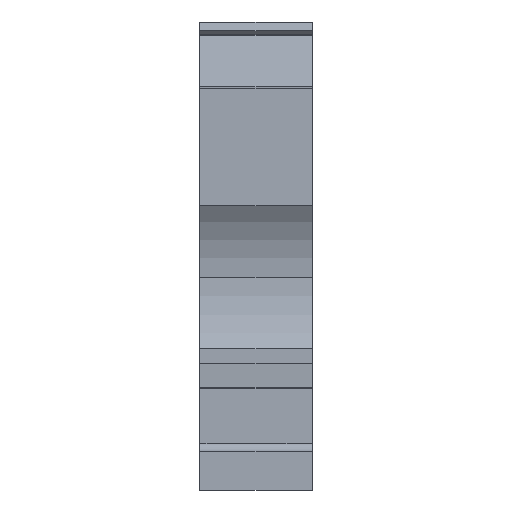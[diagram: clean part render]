
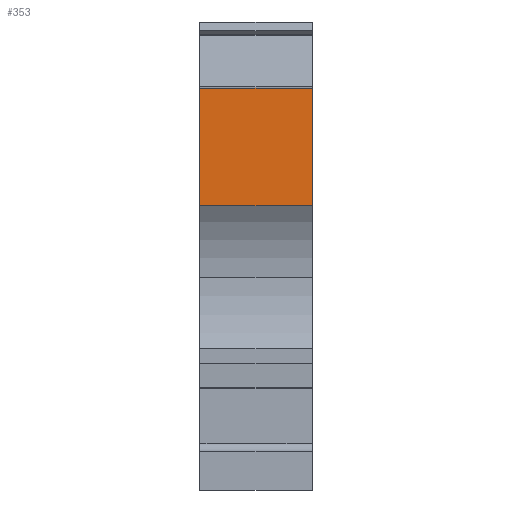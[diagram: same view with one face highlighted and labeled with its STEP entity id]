
A CAD part, front view. The second image highlights one B-rep face of the part: STEP entity #353.
In plain terms, the highlighted planar face has unit normal (0, -1, 0).
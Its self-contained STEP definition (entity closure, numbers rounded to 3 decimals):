
#353=ADVANCED_FACE('',(#854),#855,.T.);
#854=FACE_OUTER_BOUND('',#1499,.T.);
#855=PLANE('',#1500);
#1499=EDGE_LOOP('',(#2534,#2535,#2536,#2537));
#1500=AXIS2_PLACEMENT_3D('',#2538,#2539,#2540);
#2534=ORIENTED_EDGE('',*,*,#4148,.F.);
#2535=ORIENTED_EDGE('',*,*,#4252,.F.);
#2536=ORIENTED_EDGE('',*,*,#4305,.T.);
#2537=ORIENTED_EDGE('',*,*,#4028,.T.);
#2538=CARTESIAN_POINT('',(12.075,0.,43.138));
#2539=DIRECTION('',(0.,-1.0,0.));
#2540=DIRECTION('',(0.0,0.,-1.0));
#4028=EDGE_CURVE('',#4868,#4866,#4869,.T.);
#4148=EDGE_CURVE('',#5081,#4866,#5083,.T.);
#4252=EDGE_CURVE('',#5239,#5081,#5241,.T.);
#4305=EDGE_CURVE('',#5239,#4868,#5320,.T.);
#4866=VERTEX_POINT('',#6213);
#4868=VERTEX_POINT('',#6215);
#4869=LINE('',#6216,#6217);
#5081=VERTEX_POINT('',#6517);
#5083=LINE('',#6520,#6521);
#5239=VERTEX_POINT('',#6748);
#5241=LINE('',#6751,#6752);
#5320=LINE('',#6860,#6861);
#6213=CARTESIAN_POINT('',(12.15,0.,30.75));
#6215=CARTESIAN_POINT('',(0.,0.,30.75));
#6216=CARTESIAN_POINT('',(12.075,0.,30.75));
#6217=VECTOR('',#8598,1.0);
#6517=CARTESIAN_POINT('',(12.15,0.,43.445));
#6520=CARTESIAN_POINT('',(12.15,0.,6.85));
#6521=VECTOR('',#8730,1.0);
#6748=CARTESIAN_POINT('',(0.,0.,43.445));
#6751=CARTESIAN_POINT('',(12.075,0.,43.445));
#6752=VECTOR('',#8830,1.0);
#6860=CARTESIAN_POINT('',(0.,0.,6.85));
#6861=VECTOR('',#8890,1.0);
#8598=DIRECTION('',(1.0,0.,0.));
#8730=DIRECTION('',(0.,0.,-1.0));
#8830=DIRECTION('',(1.0,0.,0.));
#8890=DIRECTION('',(0.,0.,-1.0));
